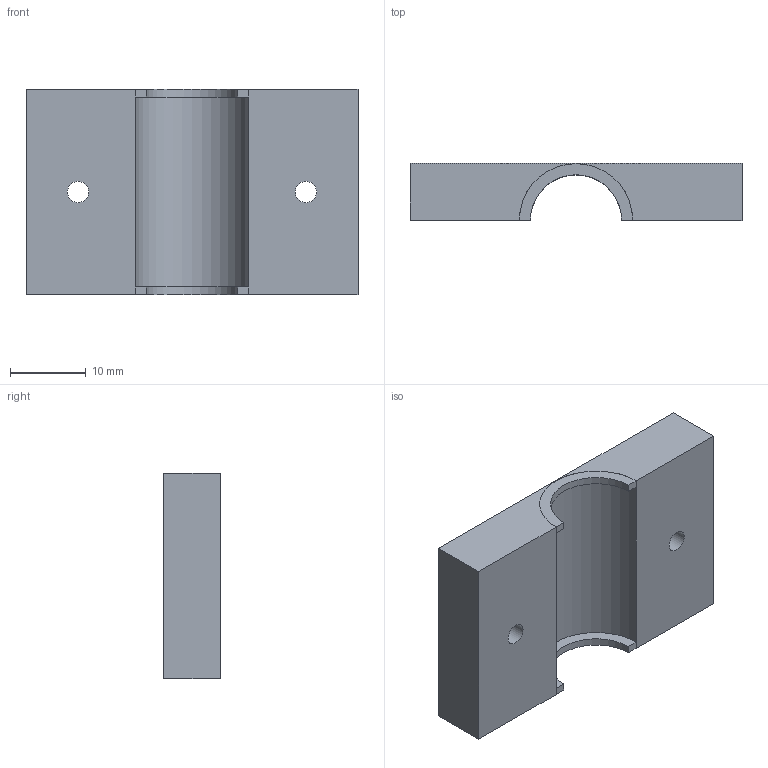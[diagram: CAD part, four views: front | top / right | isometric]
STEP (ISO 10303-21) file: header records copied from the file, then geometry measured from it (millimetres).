
FILE_DESCRIPTION(('FreeCAD Model'),'2;1');
FILE_NAME('SingleLinearBearingBASE.step', '2017-04-14T10:18:07',('Author'),(''), 'Open CASCADE STEP processor 6.8','FreeCAD','Unknown');
FILE_SCHEMA(('AUTOMOTIVE_DESIGN_CC2 { 1 2 10303 214 -1 1 5 4 }'));
Length unit declared in the file: millimetre
Products named in the file (2): ASSEMBLY; Final
Assembly tree (1 placements, depth 2):
  ASSEMBLY
    Final
Bounding box: 43.69 x 7.5 x 27 mm (x, y, z)
Volume: 6461.3 mm3; surface area: 3701.1 mm2
Topology: 1 solids, 1 shells, 26 faces, 60 edges, 36 vertices
Faces by surface type: plane 21, cylinder 5
Full cylindrical faces by diameter (mm): 2.8 x2
Entity records: 1594 total; most frequent: CARTESIAN_POINT 334, DIRECTION 235, LINE 148, VECTOR 148, ORIENTED_EDGE 120, PCURVE 120, DEFINITIONAL_REPRESENTATION 120, EDGE_CURVE 60
